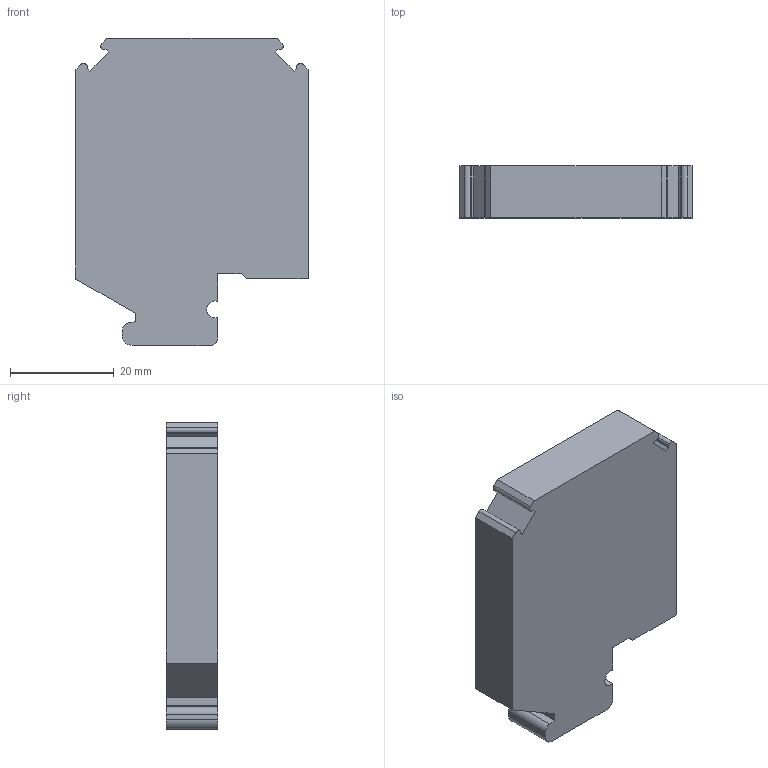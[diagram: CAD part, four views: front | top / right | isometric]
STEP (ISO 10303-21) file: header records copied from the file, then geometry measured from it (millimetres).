
FILE_DESCRIPTION(/* description */ ('Unknown'),/* implementation_level */ '2;1');
FILE_NAME(/* name */ 'CST25',/* time_stamp */ '2016-12-02T13:17:29+06:00',/* author */ ('Unknown'),/* organization */ ('Unknown'),/* preprocessor_version */ 'ST-DEVELOPER v16',/* originating_system */ 'DEX',/* authorisation */ $);
FILE_SCHEMA (('AUTOMOTIVE_DESIGN {1 0 10303 214 3 1 1}'));
Length unit declared in the file: millimetre
Products named in the file (1): Part9
Bounding box: 44.7 x 10 x 59.1 mm (x, y, z)
Volume: 22531.9 mm3; surface area: 6633.9 mm2
Topology: 1 solids, 1 shells, 41 faces, 117 edges, 78 vertices
Faces by surface type: plane 33, cylinder 8
Entity records: 1357 total; most frequent: CARTESIAN_POINT 237, ORIENTED_EDGE 234, DIRECTION 217, EDGE_CURVE 117, LINE 101, VECTOR 101, VERTEX_POINT 78, AXIS2_PLACEMENT_3D 58
